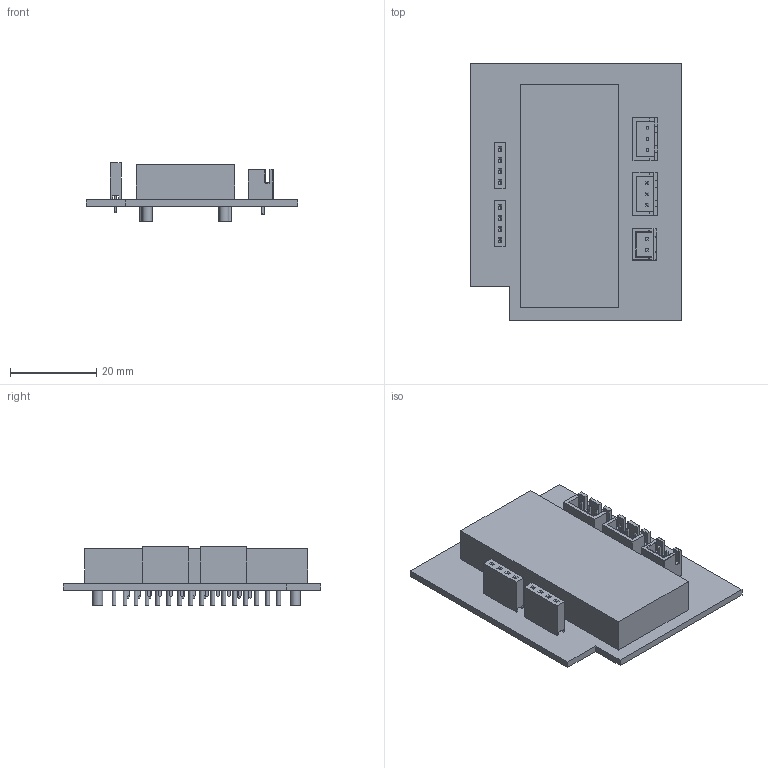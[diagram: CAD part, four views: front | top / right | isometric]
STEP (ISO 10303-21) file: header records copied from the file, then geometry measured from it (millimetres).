
FILE_DESCRIPTION(('Open CASCADE Model'),'2;1');
FILE_NAME('Open CASCADE Shape Model','2025-10-03T17:30:21',('Author'),( 'Open CASCADE'),'Open CASCADE STEP processor 7.5','Open CASCADE 7.5' ,'Unknown');
FILE_SCHEMA(('AUTOMOTIVE_DESIGN { 1 0 10303 214 1 1 1 1 }'));
Length unit declared in the file: millimetre
Products named in the file (25): PCB; Board; Open CASCADE STEP translator 7.5 1.1.1; MCU; 6504407936; Body; Leads; SVOR; Conn_JST_B3B-XH-A_LF_SN_eec; Pins; Marking; JST Logo; SVOL; PWR; Conn_JST_B2B-XH-A_LF_SN_eec; 1; B2B-XH-A; JST Logo adjustable; ENCR; 61300411821; 6130xx11821_PIN; ENCL
Assembly tree (60 placements, depth 5):
  PCB
    Board
      Open CASCADE STEP translator 7.5 1.1.1
    MCU
      6504407936
        Body
        Leads  x32
    SVOR
      Conn_JST_B3B-XH-A_LF_SN_eec
        Body
        Pins
        Marking
        JST Logo
    SVOL
      Conn_JST_B3B-XH-A_LF_SN_eec
        Body
        Pins
        Marking
        JST Logo
    PWR
      Conn_JST_B2B-XH-A_LF_SN_eec
        1
          1
          B2B-XH-A
          JST Logo adjustable
    ENCR
      61300411821
        6130xx11821_PIN  x4
        61300411821
    ENCL
      61300411821
        6130xx11821_PIN  x4
        61300411821
Bounding box: 49 x 59.59 x 13.55 mm (x, y, z)
Volume: 20632 mm3; surface area: 32414 mm2
Topology: 1059 solids, 1059 shells, 3891 faces, 5129 edges, 3356 vertices
Faces by surface type: plane 2632, cylinder 1145, bspline 62, sphere 22, extrusion 16, torus 14
Full cylindrical faces by diameter (mm): 0.9 x6, 0.91 x896, 1 x2, 1.02 x8, 1.11 x28, 2.34 x128
Entity records: 16886 total; most frequent: CARTESIAN_POINT 2978, DIRECTION 2566, ORIENTED_EDGE 2376, EDGE_CURVE 1188, AXIS2_PLACEMENT_3D 868, VECTOR 830, LINE 828, VERTEX_POINT 742
